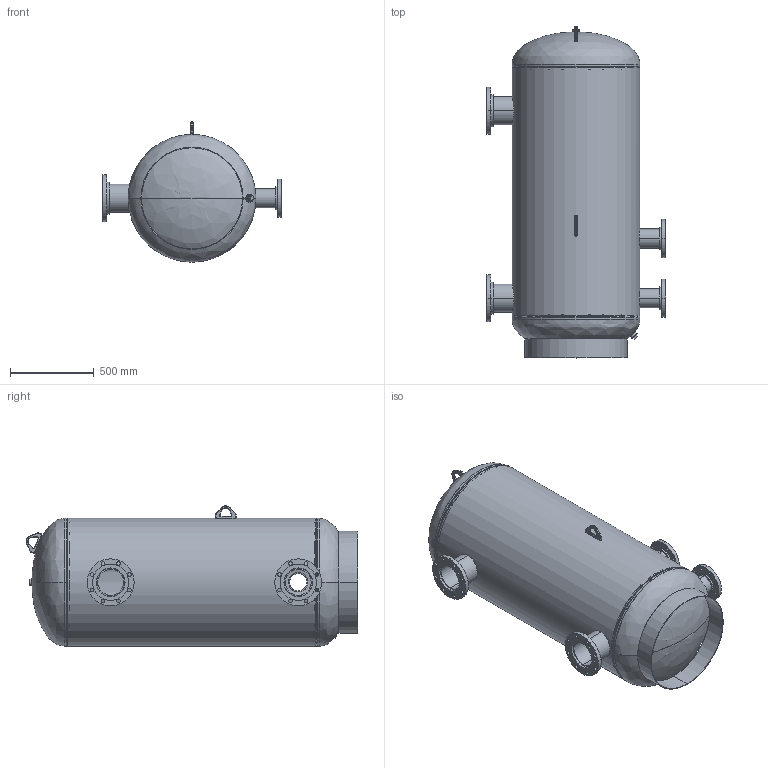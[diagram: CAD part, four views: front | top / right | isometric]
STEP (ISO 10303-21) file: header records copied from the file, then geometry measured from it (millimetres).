
FILE_DESCRIPTION (( 'STEP AP203' ), '1' );
FILE_NAME ('HBT-210-46.STEP', '2021-03-16T13:19:20', ( '' ), ( '' ), 'SwSTEP 2.0', 'SolidWorks 2021', '' );
FILE_SCHEMA (( 'CONFIG_CONTROL_DESIGN' ));
Length unit declared in the file: inch
Products named in the file (15): 55A0621_default; 9301090_6.5; HBT-210-46; 9301110_6.125; SORF FLANGES ASME B16.5_4 150# SA-105; SORF FLANGES ASME B16.5_6 150# SA-105; PLUGS_9500150; 9200190; 9500050; 9400542; 99Q0512; 99B0436; 55A0513_default; 9500040
Assembly tree (17 placements, depth 3):
  HBT-210-46
    99B0436
    9200190
    9200190
    9500040
    9500050
    PLUGS_9500150
    55A0513_default  x2
      9301090_6.5
      SORF FLANGES ASME B16.5_4 150# SA-105
    55A0621_default  x2
      9301110_6.125
      SORF FLANGES ASME B16.5_6 150# SA-105
    9400542  x2
    99Q0512
Bounding box: 1066.8 x 1977.41 x 836.93 mm (x, y, z)
Volume: 24819432.8 mm3; surface area: 11293242.1 mm2
Topology: 17 solids, 17 shells, 375 faces, 887 edges, 551 vertices
Faces by surface type: cylinder 214, plane 71, torus 56, bspline 18, cone 16
Full cylindrical faces by diameter (mm): 753.669 x1, 760.984 x1
Entity records: 15803 total; most frequent: CARTESIAN_POINT 8247, DIRECTION 1329, ORIENTED_EDGE 1150, EDGE_CURVE 575, AXIS2_PLACEMENT_3D 565, VERTEX_POINT 359, CIRCLE 316, EDGE_LOOP 308
